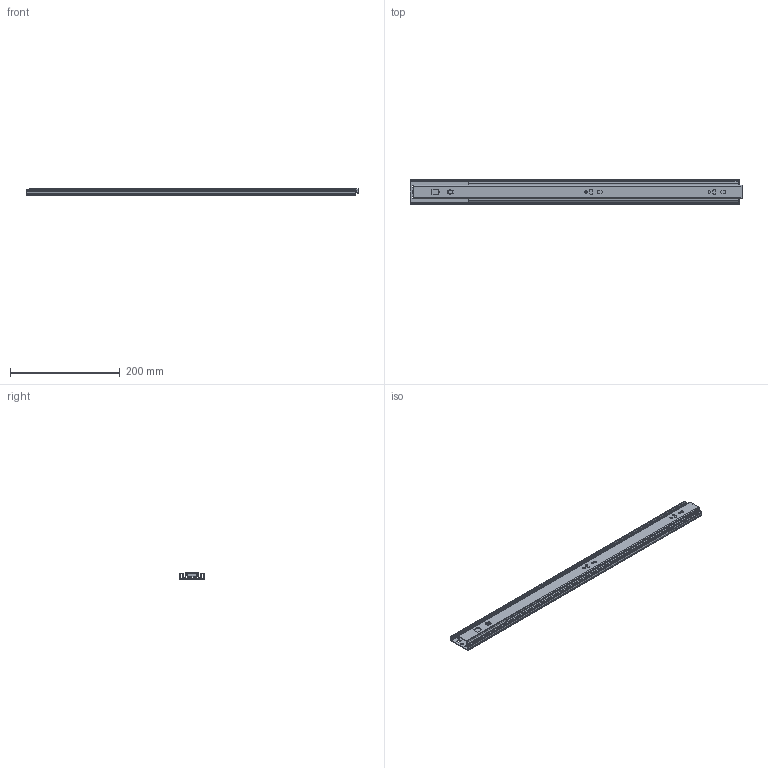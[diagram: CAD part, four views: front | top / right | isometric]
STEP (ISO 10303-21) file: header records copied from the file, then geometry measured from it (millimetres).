
FILE_DESCRIPTION (( 'STEP AP214' ), '1' );
FILE_NAME ('F000821-CLOSED_3D.step', '2022-06-06T12:54:23', ( '' ), ( '' ), 'SwSTEP 2.0', 'SolidWorks 2020', '' );
FILE_SCHEMA (( 'AUTOMOTIVE_DESIGN' ));
Length unit declared in the file: millimetre
Products named in the file (4): NB51-VNEJSI-600; F000821-CLOSED_3D; NB58,NB51-STREDNI-600; NB51-VNITRNI-600
Assembly tree (3 placements, depth 2):
  F000821-CLOSED_3D
    NB51-VNEJSI-600
    NB51-VNITRNI-600
    NB58,NB51-STREDNI-600
Bounding box: 604 x 45.7 x 12.7 mm (x, y, z)
Volume: 109807.1 mm3; surface area: 178388.1 mm2
Topology: 3 solids, 3 shells, 287 faces, 843 edges, 562 vertices
Faces by surface type: plane 125, cylinder 98, bspline 64
Entity records: 10179 total; most frequent: CARTESIAN_POINT 2530, ORIENTED_EDGE 1686, DIRECTION 1369, EDGE_CURVE 843, VERTEX_POINT 562, LINE 519, VECTOR 519, AXIS2_PLACEMENT_3D 425
